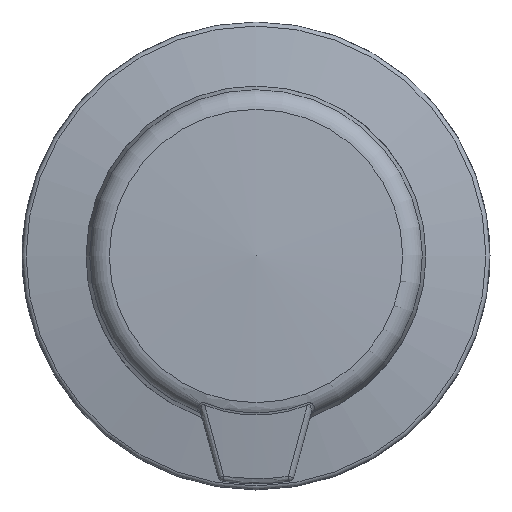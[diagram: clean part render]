
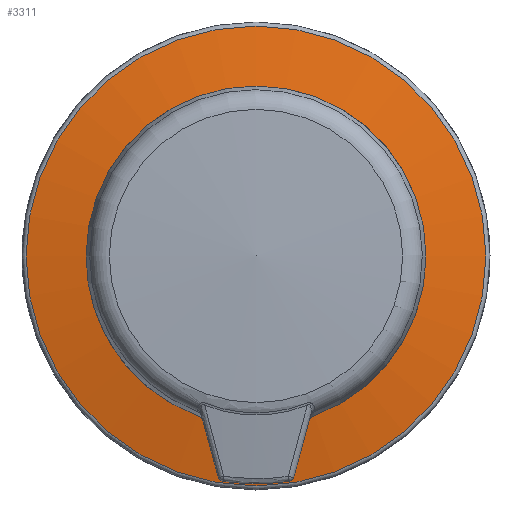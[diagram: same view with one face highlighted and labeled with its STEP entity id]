
A CAD part, front view. The second image highlights one B-rep face of the part: STEP entity #3311.
In plain terms, the highlighted conical face has half-angle 79.907 degrees and reference radius 18.743 mm.
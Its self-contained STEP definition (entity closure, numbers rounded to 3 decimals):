
#674=FACE_BOUND('',#6981,.T.);
#675=FACE_BOUND('',#6982,.T.);
#1172=CONICAL_SURFACE('',#31050,18.743,79.907);
#1639=CIRCLE('',#30952,18.67);
#1686=CIRCLE('',#31049,13.4);
#3311=ADVANCED_FACE('',(#674,#675),#1172,.T.);
#6981=EDGE_LOOP('',(#11409));
#6982=EDGE_LOOP('',(#11410));
#11409=ORIENTED_EDGE('',*,*,#22978,.T.);
#11410=ORIENTED_EDGE('',*,*,#23103,.T.);
#19295=VERTEX_POINT('',#101440);
#19376=VERTEX_POINT('',#101905);
#22978=EDGE_CURVE('',#19295,#19295,#1639,.T.);
#23103=EDGE_CURVE('',#19376,#19376,#1686,.T.);
#30952=AXIS2_PLACEMENT_3D('',#101439,#34332,#34333);
#31049=AXIS2_PLACEMENT_3D('',#101904,#34578,#34579);
#31050=AXIS2_PLACEMENT_3D('',#101906,#34580,#34581);
#34332=DIRECTION('',(0.,-1.,0.));
#34333=DIRECTION('',(0.,0.,1.));
#34578=DIRECTION('',(0.,1.,0.));
#34579=DIRECTION('',(0.,0.,-1.));
#34580=DIRECTION('',(0.,1.,0.));
#34581=DIRECTION('',(0.,0.,-1.));
#101439=CARTESIAN_POINT('',(0.,-25.012,0.));
#101440=CARTESIAN_POINT('',(0.,-25.012,18.67));
#101904=CARTESIAN_POINT('',(0.,-25.95,0.));
#101905=CARTESIAN_POINT('',(0.,-25.95,-13.4));
#101906=CARTESIAN_POINT('',(0.,-24.999,0.));
